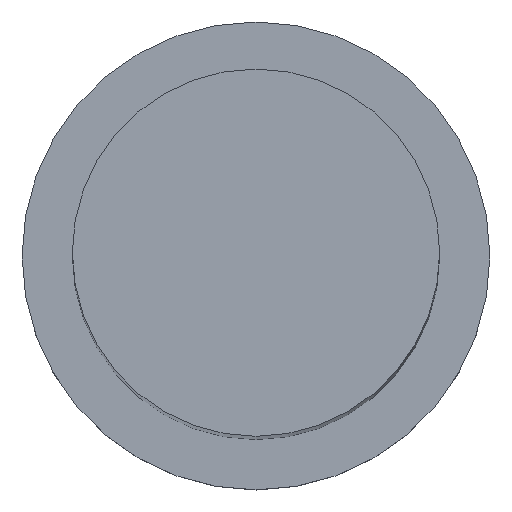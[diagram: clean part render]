
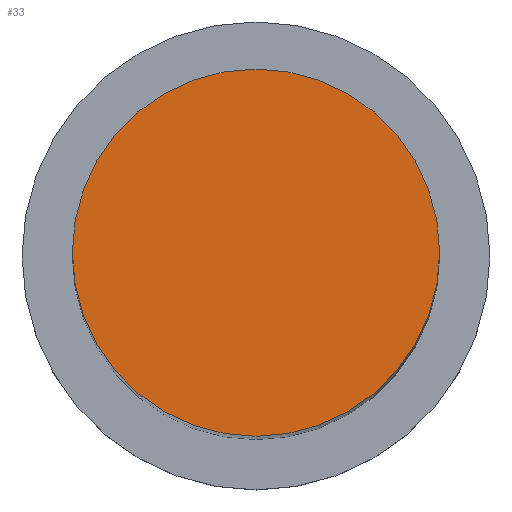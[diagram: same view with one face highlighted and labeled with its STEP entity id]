
A CAD part, top view. The second image highlights one B-rep face of the part: STEP entity #33.
In plain terms, the highlighted planar face has unit normal (0, 0, 1).
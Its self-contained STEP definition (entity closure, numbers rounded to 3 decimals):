
#29 = VERTEX_POINT ( 'NONE', #31 ) ;
#31 = CARTESIAN_POINT ( 'NONE',  ( -0.785, 0., 0. ) ) ;
#33 = ADVANCED_FACE ( 'NONE', ( #206 ), #198, .T. ) ;
#45 = DIRECTION ( 'NONE',  ( -1., 0., 0. ) ) ;
#62 = CARTESIAN_POINT ( 'NONE',  ( 0.785, 0., 0. ) ) ;
#74 = AXIS2_PLACEMENT_3D ( 'NONE', #166, #127, #126 ) ;
#75 = VERTEX_POINT ( 'NONE', #62 ) ;
#113 = ORIENTED_EDGE ( 'NONE', *, *, #163, .F. ) ;
#126 = DIRECTION ( 'NONE',  ( 1., 0., 0. ) ) ;
#127 = DIRECTION ( 'NONE',  ( 0., 0., 1. ) ) ;
#129 = CARTESIAN_POINT ( 'NONE',  ( 0., 0., 0. ) ) ;
#138 = EDGE_CURVE ( 'NONE', #29, #75, #192, .T. ) ;
#145 = CIRCLE ( 'NONE', #178, 0.785 ) ;
#153 = DIRECTION ( 'NONE',  ( 0., 0., -1. ) ) ;
#155 = CARTESIAN_POINT ( 'NONE',  ( 0., 0., 0. ) ) ;
#160 = EDGE_LOOP ( 'NONE', ( #180, #113 ) ) ;
#163 = EDGE_CURVE ( 'NONE', #75, #29, #145, .T. ) ;
#166 = CARTESIAN_POINT ( 'NONE',  ( 0., 0., 0. ) ) ;
#173 = AXIS2_PLACEMENT_3D ( 'NONE', #155, #153, #205 ) ;
#178 = AXIS2_PLACEMENT_3D ( 'NONE', #129, #187, #45 ) ;
#180 = ORIENTED_EDGE ( 'NONE', *, *, #138, .F. ) ;
#187 = DIRECTION ( 'NONE',  ( 0., 0., -1. ) ) ;
#192 = CIRCLE ( 'NONE', #173, 0.785 ) ;
#198 = PLANE ( 'NONE',  #74 ) ;
#205 = DIRECTION ( 'NONE',  ( -1., 0., 0. ) ) ;
#206 = FACE_OUTER_BOUND ( 'NONE', #160, .T. ) ;
